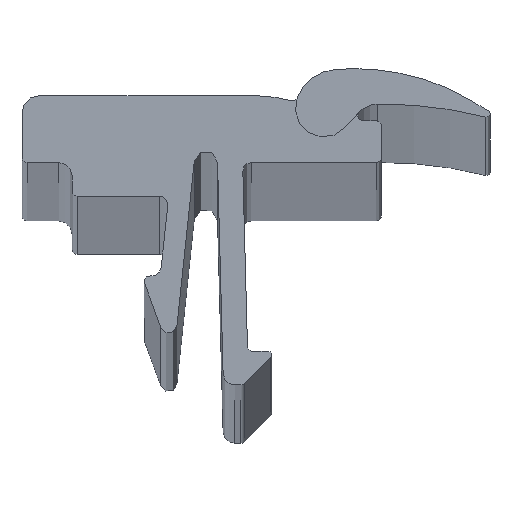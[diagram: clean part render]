
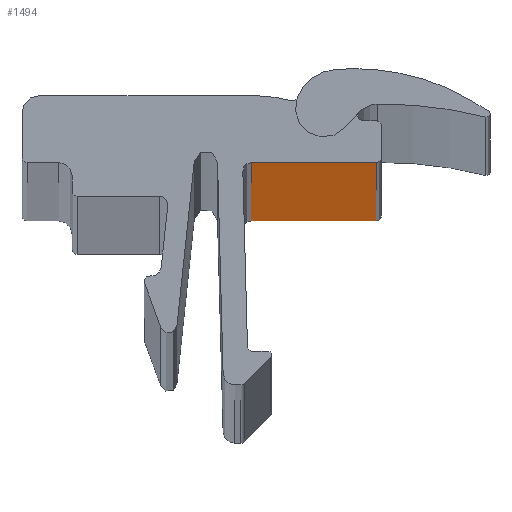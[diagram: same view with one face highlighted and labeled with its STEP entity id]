
A CAD part, top view. The second image highlights one B-rep face of the part: STEP entity #1494.
In plain terms, the highlighted planar face has unit normal (0, -1, 0).
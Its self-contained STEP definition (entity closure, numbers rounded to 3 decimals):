
#13 = AXIS2_PLACEMENT_3D ( 'NONE', #365, #1605, #690 ) ;
#14 = EDGE_LOOP ( 'NONE', ( #185, #636, #1014, #1360 ) ) ;
#72 = EDGE_CURVE ( 'NONE', #207, #169, #430, .T. ) ;
#127 = CARTESIAN_POINT ( 'NONE',  ( -1.286, -3.32, 1000. ) ) ;
#137 = EDGE_CURVE ( 'NONE', #538, #1556, #866, .T. ) ;
#169 = VERTEX_POINT ( 'NONE', #990 ) ;
#185 = ORIENTED_EDGE ( 'NONE', *, *, #137, .T. ) ;
#207 = VERTEX_POINT ( 'NONE', #1644 ) ;
#285 = EDGE_CURVE ( 'NONE', #169, #1556, #508, .T. ) ;
#296 = DIRECTION ( 'NONE',  ( -1., 0., 0. ) ) ;
#365 = CARTESIAN_POINT ( 'NONE',  ( 6.2, -3.32, -1000. ) ) ;
#430 = LINE ( 'NONE', #1075, #1213 ) ;
#456 = CARTESIAN_POINT ( 'NONE',  ( 6.2, -3.32, 1000. ) ) ;
#508 = LINE ( 'NONE', #1680, #1298 ) ;
#538 = VERTEX_POINT ( 'NONE', #1517 ) ;
#636 = ORIENTED_EDGE ( 'NONE', *, *, #285, .F. ) ;
#651 = VECTOR ( 'NONE', #975, 1000. ) ;
#664 = DIRECTION ( 'NONE',  ( 0., 0., 1. ) ) ;
#690 = DIRECTION ( 'NONE',  ( 0., 0., 1. ) ) ;
#866 = LINE ( 'NONE', #456, #651 ) ;
#888 = CARTESIAN_POINT ( 'NONE',  ( 6.2, -3.32, -1000. ) ) ;
#975 = DIRECTION ( 'NONE',  ( -1., 0., 0. ) ) ;
#990 = CARTESIAN_POINT ( 'NONE',  ( -1.286, -3.32, -1000. ) ) ;
#1005 = FACE_OUTER_BOUND ( 'NONE', #14, .T. ) ;
#1014 = ORIENTED_EDGE ( 'NONE', *, *, #72, .F. ) ;
#1075 = CARTESIAN_POINT ( 'NONE',  ( 6.2, -3.32, -1000. ) ) ;
#1089 = DIRECTION ( 'NONE',  ( 0., 0., 1. ) ) ;
#1213 = VECTOR ( 'NONE', #296, 1000. ) ;
#1226 = LINE ( 'NONE', #888, #1345 ) ;
#1298 = VECTOR ( 'NONE', #664, 1000. ) ;
#1345 = VECTOR ( 'NONE', #1089, 1000. ) ;
#1360 = ORIENTED_EDGE ( 'NONE', *, *, #1407, .T. ) ;
#1394 = PLANE ( 'NONE',  #13 ) ;
#1407 = EDGE_CURVE ( 'NONE', #207, #538, #1226, .T. ) ;
#1494 = ADVANCED_FACE ( 'NONE', ( #1005 ), #1394, .F. ) ;
#1517 = CARTESIAN_POINT ( 'NONE',  ( 6.2, -3.32, 1000. ) ) ;
#1556 = VERTEX_POINT ( 'NONE', #127 ) ;
#1605 = DIRECTION ( 'NONE',  ( 0., 1., 0. ) ) ;
#1644 = CARTESIAN_POINT ( 'NONE',  ( 6.2, -3.32, -1000. ) ) ;
#1680 = CARTESIAN_POINT ( 'NONE',  ( -1.286, -3.32, -1000. ) ) ;
